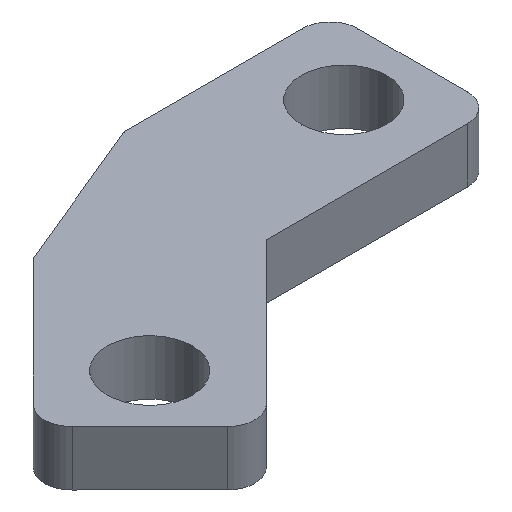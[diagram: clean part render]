
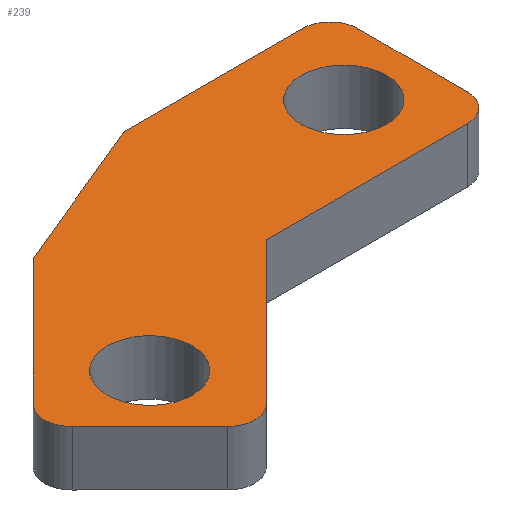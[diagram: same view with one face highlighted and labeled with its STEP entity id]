
A CAD part, isometric view. The second image highlights one B-rep face of the part: STEP entity #239.
In plain terms, the highlighted planar face has unit normal (0, 0, 1).
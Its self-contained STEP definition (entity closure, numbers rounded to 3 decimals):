
#15 = CARTESIAN_POINT ( 'NONE',  ( -26.416, 40.548, 2. ) ) ;
#50 = CARTESIAN_POINT ( 'NONE',  ( -25.416, 36.548, 2. ) ) ;
#51 = CARTESIAN_POINT ( 'NONE',  ( -43.17, 33.194, 2. ) ) ;
#55 = DIRECTION ( 'NONE',  ( -1., 0., 0. ) ) ;
#57 = CARTESIAN_POINT ( 'NONE',  ( -38.927, 30.366, 2. ) ) ;
#64 = CARTESIAN_POINT ( 'NONE',  ( -43.17, 34.609, 2. ) ) ;
#69 = CARTESIAN_POINT ( 'NONE',  ( -41.538, 33.548, 2. ) ) ;
#73 = CARTESIAN_POINT ( 'NONE',  ( -25.416, 40.548, 2. ) ) ;
#76 = DIRECTION ( 'NONE',  ( -1., 0., 0. ) ) ;
#77 = DIRECTION ( 'NONE',  ( 0., 0., -1. ) ) ;
#78 = CARTESIAN_POINT ( 'NONE',  ( -27.916, 38.548, 2. ) ) ;
#80 = DIRECTION ( 'NONE',  ( 1., 0., 0. ) ) ;
#82 = CARTESIAN_POINT ( 'NONE',  ( -32.916, 41.548, 2. ) ) ;
#83 = DIRECTION ( 'NONE',  ( 0., 0., 1. ) ) ;
#84 = CARTESIAN_POINT ( 'NONE',  ( -38.573, 39.205, 2. ) ) ;
#86 = CARTESIAN_POINT ( 'NONE',  ( -26.416, 35.548, 2. ) ) ;
#96 = DIRECTION ( 'NONE',  ( -1., 0., 0. ) ) ;
#98 = CARTESIAN_POINT ( 'NONE',  ( 0., 41.548, 2. ) ) ;
#103 = CARTESIAN_POINT ( 'NONE',  ( 0., 0., 2. ) ) ;
#104 = PLANE ( 'NONE',  #311 ) ;
#105 = CARTESIAN_POINT ( 'NONE',  ( -25.416, 0., 2. ) ) ;
#106 = CARTESIAN_POINT ( 'NONE',  ( -40.341, 30.366, 2. ) ) ;
#107 = DIRECTION ( 'NONE',  ( -1., 0., 0. ) ) ;
#110 = DIRECTION ( 'NONE',  ( -0.924, -0.383, 0. ) ) ;
#111 = DIRECTION ( 'NONE',  ( 0., 0., -1. ) ) ;
#112 = CARTESIAN_POINT ( 'NONE',  ( -39.988, 33.548, 2. ) ) ;
#115 = CARTESIAN_POINT ( 'NONE',  ( -43.17, 33.194, 2. ) ) ;
#117 = DIRECTION ( 'NONE',  ( 0., 1., 0. ) ) ;
#124 = DIRECTION ( 'NONE',  ( -1., 0., 0. ) ) ;
#125 = DIRECTION ( 'NONE',  ( 0., 0., -1. ) ) ;
#126 = CARTESIAN_POINT ( 'NONE',  ( -42.462, 33.902, 2. ) ) ;
#127 = CARTESIAN_POINT ( 'NONE',  ( -26.416, 36.548, 2. ) ) ;
#132 = DIRECTION ( 'NONE',  ( -1., 0., 0. ) ) ;
#134 = DIRECTION ( 'NONE',  ( 0., 0., -1. ) ) ;
#135 = CARTESIAN_POINT ( 'NONE',  ( -42.462, 33.902, 2. ) ) ;
#140 = DIRECTION ( 'NONE',  ( -1., 0., 0. ) ) ;
#141 = DIRECTION ( 'NONE',  ( 0., 0., -1. ) ) ;
#142 = CARTESIAN_POINT ( 'NONE',  ( -26.366, 38.548, 2. ) ) ;
#144 = DIRECTION ( 'NONE',  ( 0., 0., -1. ) ) ;
#146 = CARTESIAN_POINT ( 'NONE',  ( -33.745, 35.548, 2. ) ) ;
#148 = CARTESIAN_POINT ( 'NONE',  ( -26.416, 41.548, 2. ) ) ;
#153 = CARTESIAN_POINT ( 'NONE',  ( -39.988, 33.548, 2. ) ) ;
#156 = DIRECTION ( 'NONE',  ( -1., 0., 0. ) ) ;
#158 = DIRECTION ( 'NONE',  ( 0., 0., -1. ) ) ;
#159 = CARTESIAN_POINT ( 'NONE',  ( -39.634, 31.073, 2. ) ) ;
#162 = CARTESIAN_POINT ( 'NONE',  ( -27.916, 38.548, 2. ) ) ;
#167 = CARTESIAN_POINT ( 'NONE',  ( -38.438, 33.548, 2. ) ) ;
#170 = CARTESIAN_POINT ( 'NONE',  ( -43.462, 33.902, 2. ) ) ;
#176 = EDGE_CURVE ( 'NONE', #450, #556, #610, .T. ) ;
#180 = CARTESIAN_POINT ( 'NONE',  ( 0., 35.548, 2. ) ) ;
#181 = DIRECTION ( 'NONE',  ( 0.707, 0.707, 0. ) ) ;
#186 = DIRECTION ( 'NONE',  ( 0., 0., -1. ) ) ;
#193 = DIRECTION ( 'NONE',  ( -1., 0., 0. ) ) ;
#201 = DIRECTION ( 'NONE',  ( 1., 0., 0. ) ) ;
#208 = DIRECTION ( 'NONE',  ( -0.707, -0.707, 0. ) ) ;
#210 = CARTESIAN_POINT ( 'NONE',  ( -38.927, 30.366, 2. ) ) ;
#219 = CARTESIAN_POINT ( 'NONE',  ( -29.466, 38.548, 2. ) ) ;
#226 = CARTESIAN_POINT ( 'NONE',  ( -38.573, 39.205, 2. ) ) ;
#227 = CARTESIAN_POINT ( 'NONE',  ( -32.916, 41.548, 2. ) ) ;
#232 = ORIENTED_EDGE ( 'NONE', *, *, #441, .T. ) ;
#233 = ORIENTED_EDGE ( 'NONE', *, *, #176, .T. ) ;
#237 = EDGE_CURVE ( 'NONE', #472, #536, #406, .T. ) ;
#239 = ADVANCED_FACE ( 'NONE', ( #411, #437, #403 ), #104, .T. ) ;
#244 = EDGE_CURVE ( 'NONE', #472, #550, #430, .T. ) ;
#247 = EDGE_CURVE ( 'NONE', #626, #436, #397, .T. ) ;
#249 = ORIENTED_EDGE ( 'NONE', *, *, #250, .T. ) ;
#250 = EDGE_CURVE ( 'NONE', #626, #533, #417, .T. ) ;
#261 = EDGE_CURVE ( 'NONE', #536, #548, #376, .T. ) ;
#263 = DIRECTION ( 'NONE',  ( 0.707, -0.707, 0. ) ) ;
#273 = AXIS2_PLACEMENT_3D ( 'NONE', #78, #77, #76 ) ;
#278 = AXIS2_PLACEMENT_3D ( 'NONE', #112, #111, #107 ) ;
#279 = AXIS2_PLACEMENT_3D ( 'NONE', #127, #125, #124 ) ;
#281 = AXIS2_PLACEMENT_3D ( 'NONE', #135, #134, #132 ) ;
#282 = AXIS2_PLACEMENT_3D ( 'NONE', #159, #158, #156 ) ;
#283 = VERTEX_POINT ( 'NONE', #219 ) ;
#285 = AXIS2_PLACEMENT_3D ( 'NONE', #162, #186, #193 ) ;
#301 = AXIS2_PLACEMENT_3D ( 'NONE', #126, #144, #55 ) ;
#305 = CIRCLE ( 'NONE', #273, 1.55 ) ;
#310 = VECTOR ( 'NONE', #117, 1000. ) ;
#311 = AXIS2_PLACEMENT_3D ( 'NONE', #103, #83, #80 ) ;
#315 = LINE ( 'NONE', #105, #310 ) ;
#317 = AXIS2_PLACEMENT_3D ( 'NONE', #15, #433, #398 ) ;
#322 = CIRCLE ( 'NONE', #279, 1. ) ;
#323 = CIRCLE ( 'NONE', #278, 1.55 ) ;
#325 = CIRCLE ( 'NONE', #281, 1. ) ;
#329 = CIRCLE ( 'NONE', #282, 1. ) ;
#332 = EDGE_CURVE ( 'NONE', #548, #564, #358, .T. ) ;
#335 = VECTOR ( 'NONE', #201, 1000. ) ;
#338 = VECTOR ( 'NONE', #181, 1000. ) ;
#340 = LINE ( 'NONE', #180, #335 ) ;
#341 = CIRCLE ( 'NONE', #285, 1.55 ) ;
#356 = LINE ( 'NONE', #210, #338 ) ;
#357 = VECTOR ( 'NONE', #208, 1000. ) ;
#358 = LINE ( 'NONE', #226, #357 ) ;
#360 = AXIS2_PLACEMENT_3D ( 'NONE', #153, #141, #140 ) ;
#368 = VECTOR ( 'NONE', #110, 1000. ) ;
#376 = LINE ( 'NONE', #227, #368 ) ;
#377 = VECTOR ( 'NONE', #263, 1000. ) ;
#397 = CIRCLE ( 'NONE', #301, 1. ) ;
#398 = DIRECTION ( 'NONE',  ( -1., 0., 0. ) ) ;
#403 = FACE_BOUND ( 'NONE', #535, .T. ) ;
#406 = LINE ( 'NONE', #98, #510 ) ;
#411 = FACE_BOUND ( 'NONE', #532, .T. ) ;
#414 = EDGE_CURVE ( 'NONE', #621, #542, #356, .T. ) ;
#417 = LINE ( 'NONE', #115, #377 ) ;
#421 = EDGE_CURVE ( 'NONE', #542, #538, #340, .T. ) ;
#430 = CIRCLE ( 'NONE', #317, 1. ) ;
#433 = DIRECTION ( 'NONE',  ( 0., 0., -1. ) ) ;
#436 = VERTEX_POINT ( 'NONE', #170 ) ;
#437 = FACE_OUTER_BOUND ( 'NONE', #541, .T. ) ;
#440 = ORIENTED_EDGE ( 'NONE', *, *, #237, .T. ) ;
#441 = EDGE_CURVE ( 'NONE', #283, #479, #341, .T. ) ;
#445 = ORIENTED_EDGE ( 'NONE', *, *, #244, .F. ) ;
#448 = ORIENTED_EDGE ( 'NONE', *, *, #332, .T. ) ;
#450 = VERTEX_POINT ( 'NONE', #167 ) ;
#452 = ORIENTED_EDGE ( 'NONE', *, *, #508, .T. ) ;
#454 = ORIENTED_EDGE ( 'NONE', *, *, #476, .F. ) ;
#458 = ORIENTED_EDGE ( 'NONE', *, *, #414, .T. ) ;
#460 = EDGE_CURVE ( 'NONE', #621, #533, #329, .T. ) ;
#461 = ORIENTED_EDGE ( 'NONE', *, *, #460, .F. ) ;
#464 = ORIENTED_EDGE ( 'NONE', *, *, #421, .T. ) ;
#465 = ORIENTED_EDGE ( 'NONE', *, *, #534, .T. ) ;
#469 = EDGE_CURVE ( 'NONE', #436, #564, #325, .T. ) ;
#472 = VERTEX_POINT ( 'NONE', #148 ) ;
#476 = EDGE_CURVE ( 'NONE', #639, #538, #322, .T. ) ;
#477 = ORIENTED_EDGE ( 'NONE', *, *, #247, .F. ) ;
#479 = VERTEX_POINT ( 'NONE', #142 ) ;
#483 = ORIENTED_EDGE ( 'NONE', *, *, #469, .F. ) ;
#491 = EDGE_CURVE ( 'NONE', #556, #450, #323, .T. ) ;
#508 = EDGE_CURVE ( 'NONE', #639, #550, #315, .T. ) ;
#510 = VECTOR ( 'NONE', #96, 1000. ) ;
#515 = ORIENTED_EDGE ( 'NONE', *, *, #261, .T. ) ;
#532 = EDGE_LOOP ( 'NONE', ( #232, #465 ) ) ;
#533 = VERTEX_POINT ( 'NONE', #106 ) ;
#534 = EDGE_CURVE ( 'NONE', #479, #283, #305, .T. ) ;
#535 = EDGE_LOOP ( 'NONE', ( #552, #233 ) ) ;
#536 = VERTEX_POINT ( 'NONE', #82 ) ;
#538 = VERTEX_POINT ( 'NONE', #86 ) ;
#541 = EDGE_LOOP ( 'NONE', ( #464, #454, #452, #445, #440, #515, #448, #483, #477, #249, #461, #458 ) ) ;
#542 = VERTEX_POINT ( 'NONE', #146 ) ;
#548 = VERTEX_POINT ( 'NONE', #84 ) ;
#550 = VERTEX_POINT ( 'NONE', #73 ) ;
#552 = ORIENTED_EDGE ( 'NONE', *, *, #491, .T. ) ;
#556 = VERTEX_POINT ( 'NONE', #69 ) ;
#564 = VERTEX_POINT ( 'NONE', #64 ) ;
#610 = CIRCLE ( 'NONE', #360, 1.55 ) ;
#621 = VERTEX_POINT ( 'NONE', #57 ) ;
#626 = VERTEX_POINT ( 'NONE', #51 ) ;
#639 = VERTEX_POINT ( 'NONE', #50 ) ;
